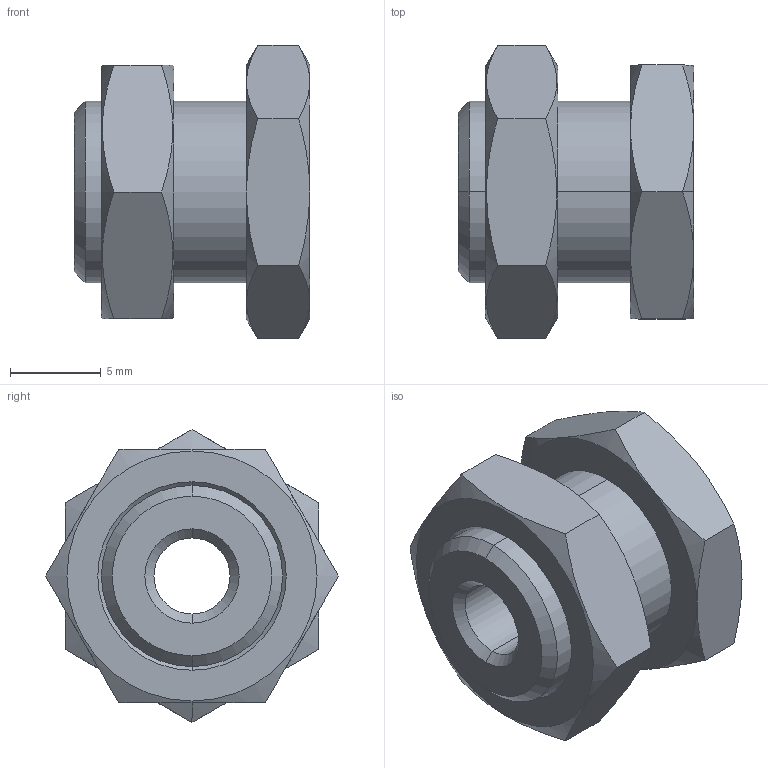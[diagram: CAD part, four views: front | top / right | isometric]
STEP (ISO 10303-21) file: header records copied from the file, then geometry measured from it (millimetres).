
FILE_DESCRIPTION (( 'STEP AP203' ), '1' );
FILE_NAME ('05340000.STEP', '2010-09-15T08:15:39', ( 'Flavio' ), ( '' ), 'SwSTEP 2.0', 'SolidWorks 2009', '' );
FILE_SCHEMA (( 'CONFIG_CONTROL_DESIGN' ));
Length unit declared in the file: millimetre
Products named in the file (3): 05340000; 009-0245; 009-0165
Assembly tree (2 placements, depth 2):
  05340000
    009-0165
    009-0245
Bounding box: 13 x 16.17 x 16.17 mm (x, y, z)
Volume: 1547.3 mm3; surface area: 1394.6 mm2
Topology: 2 solids, 2 shells, 51 faces, 114 edges, 68 vertices
Faces by surface type: cone 28, plane 17, cylinder 6
Entity records: 1893 total; most frequent: CARTESIAN_POINT 502, ORIENTED_EDGE 228, DIRECTION 226, EDGE_CURVE 114, AXIS2_PLACEMENT_3D 96, VERTEX_POINT 68, EDGE_LOOP 56, ADVANCED_FACE 51
